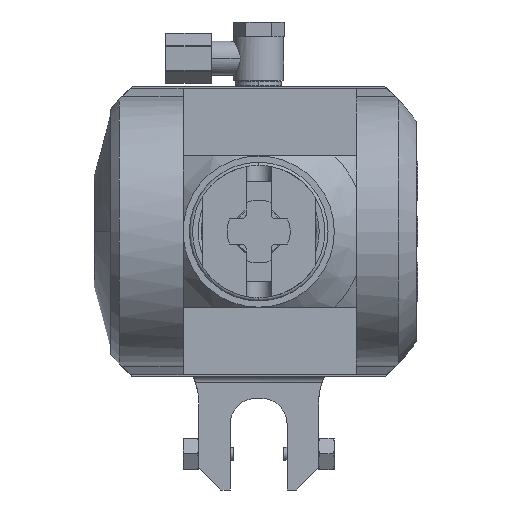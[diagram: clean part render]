
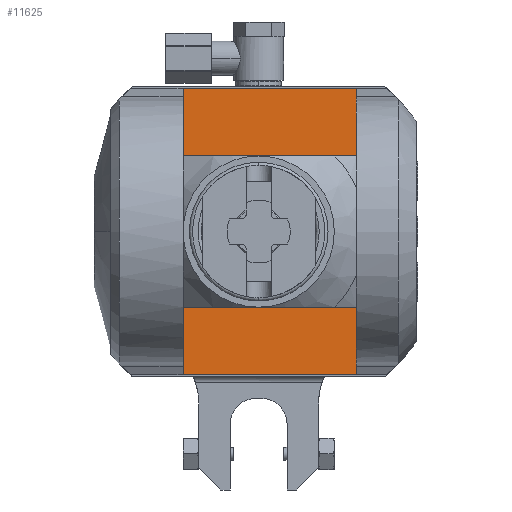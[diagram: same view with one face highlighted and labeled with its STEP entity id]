
A CAD part, left-side view. The second image highlights one B-rep face of the part: STEP entity #11625.
In plain terms, the highlighted planar face has unit normal (-1, 0, 0).
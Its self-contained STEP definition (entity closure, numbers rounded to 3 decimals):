
#1381=DIRECTION('',(0.,1.,0.));
#1382=VECTOR('',#1381,55.);
#1383=CARTESIAN_POINT('',(-55.8,-31.,-45.5));
#1384=LINE('',#1383,#1382);
#1506=DIRECTION('',(0.,-1.,0.));
#1507=VECTOR('',#1506,55.);
#1508=CARTESIAN_POINT('',(-55.8,24.,45.5));
#1509=LINE('',#1508,#1507);
#1725=DIRECTION('',(0.,0.,1.));
#1726=VECTOR('',#1725,91.);
#1727=CARTESIAN_POINT('',(-55.8,-31.,-45.5));
#1728=LINE('',#1727,#1726);
#2010=DIRECTION('',(0.,0.,1.));
#2011=VECTOR('',#2010,91.);
#2012=CARTESIAN_POINT('',(-55.8,24.,-45.5));
#2013=LINE('',#2012,#2011);
#6850=CARTESIAN_POINT('',(-55.8,24.,-45.5));
#6851=CARTESIAN_POINT('',(-55.8,24.,45.5));
#6852=VERTEX_POINT('',#6850);
#6853=VERTEX_POINT('',#6851);
#6854=CARTESIAN_POINT('',(-55.8,-31.,-45.5));
#6855=CARTESIAN_POINT('',(-55.8,-31.,45.5));
#6856=VERTEX_POINT('',#6854);
#6857=VERTEX_POINT('',#6855);
#11614=CARTESIAN_POINT('',(-55.8,24.,-57.));
#11615=DIRECTION('',(1.,0.,0.));
#11616=DIRECTION('',(0.,0.,1.));
#11617=AXIS2_PLACEMENT_3D('',#11614,#11615,#11616);
#11618=PLANE('',#11617);
#11619=ORIENTED_EDGE('',*,*,#9684,.T.);
#11620=ORIENTED_EDGE('',*,*,#9291,.T.);
#11621=ORIENTED_EDGE('',*,*,#9474,.F.);
#11622=ORIENTED_EDGE('',*,*,#9140,.T.);
#11623=EDGE_LOOP('',(#11619,#11620,#11621,#11622));
#11624=FACE_OUTER_BOUND('',#11623,.F.);
#11625=ADVANCED_FACE('',(#11624),#11618,.F.);
#9140=EDGE_CURVE('',#6856,#6852,#1384,.T.);
#9291=EDGE_CURVE('',#6853,#6857,#1509,.T.);
#9474=EDGE_CURVE('',#6856,#6857,#1728,.T.);
#9684=EDGE_CURVE('',#6852,#6853,#2013,.T.);
